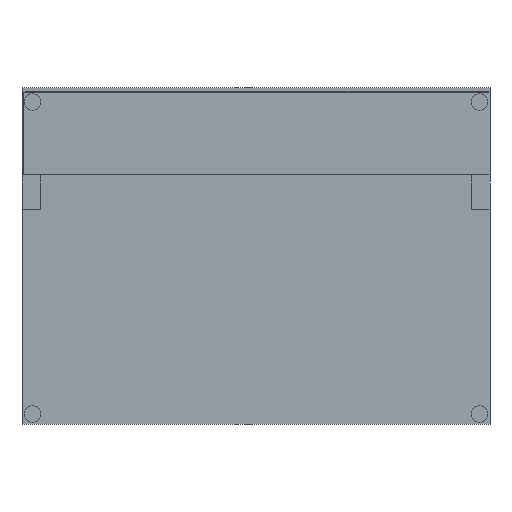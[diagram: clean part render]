
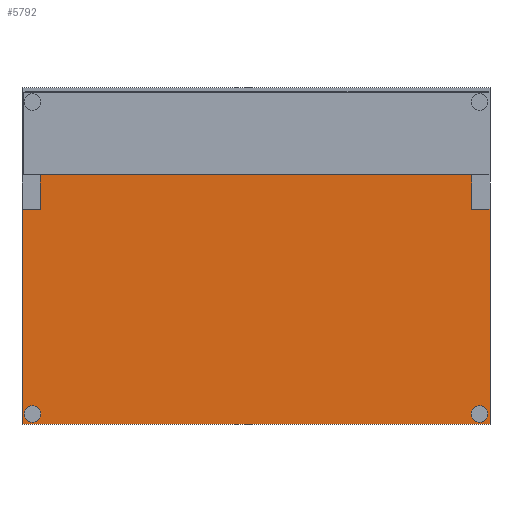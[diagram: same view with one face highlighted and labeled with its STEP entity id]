
A CAD part, front view. The second image highlights one B-rep face of the part: STEP entity #5792.
In plain terms, the highlighted planar face has unit normal (0, -1, 0).
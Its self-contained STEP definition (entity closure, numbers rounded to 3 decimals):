
#390=FACE_OUTER_BOUND('',#739,.T.);
#739=EDGE_LOOP('',(#3882,#3883,#3884,#3885,#3886,#3887,#3888,#3889));
#1107=LINE('',#8535,#1758);
#1109=LINE('',#8539,#1760);
#1110=LINE('',#8542,#1761);
#1113=LINE('',#8547,#1764);
#1114=LINE('',#8550,#1765);
#1116=LINE('',#8554,#1767);
#1118=LINE('',#8558,#1769);
#1120=LINE('',#8561,#1771);
#1758=VECTOR('',#6773,10.);
#1760=VECTOR('',#6777,10.);
#1761=VECTOR('',#6780,10.);
#1764=VECTOR('',#6785,10.);
#1765=VECTOR('',#6788,10.);
#1767=VECTOR('',#6792,10.);
#1769=VECTOR('',#6796,10.);
#1771=VECTOR('',#6800,10.);
#2401=VERTEX_POINT('',#8531);
#2402=VERTEX_POINT('',#8533);
#2403=VERTEX_POINT('',#8537);
#2404=VERTEX_POINT('',#8541);
#2405=VERTEX_POINT('',#8545);
#2406=VERTEX_POINT('',#8549);
#2407=VERTEX_POINT('',#8553);
#2408=VERTEX_POINT('',#8557);
#2985=EDGE_CURVE('',#2401,#2402,#1107,.T.);
#2987=EDGE_CURVE('',#2403,#2402,#1109,.T.);
#2988=EDGE_CURVE('',#2404,#2401,#1110,.T.);
#2991=EDGE_CURVE('',#2405,#2403,#1113,.T.);
#2992=EDGE_CURVE('',#2404,#2406,#1114,.T.);
#2994=EDGE_CURVE('',#2406,#2407,#1116,.T.);
#2996=EDGE_CURVE('',#2408,#2405,#1118,.T.);
#2998=EDGE_CURVE('',#2407,#2408,#1120,.T.);
#3882=ORIENTED_EDGE('',*,*,#2998,.F.);
#3883=ORIENTED_EDGE('',*,*,#2994,.F.);
#3884=ORIENTED_EDGE('',*,*,#2992,.F.);
#3885=ORIENTED_EDGE('',*,*,#2988,.T.);
#3886=ORIENTED_EDGE('',*,*,#2985,.T.);
#3887=ORIENTED_EDGE('',*,*,#2987,.F.);
#3888=ORIENTED_EDGE('',*,*,#2991,.F.);
#3889=ORIENTED_EDGE('',*,*,#2996,.F.);
#5527=PLANE('',#6195);
#5792=ADVANCED_FACE('',(#390),#5527,.F.);
#6195=AXIS2_PLACEMENT_3D('',#8562,#6801,#6802);
#6773=DIRECTION('',(-1.,0.,0.));
#6777=DIRECTION('',(0.,0.,1.));
#6780=DIRECTION('',(0.,0.,1.));
#6785=DIRECTION('',(1.,0.,0.));
#6788=DIRECTION('',(1.,0.,0.));
#6792=DIRECTION('',(0.,0.,-1.));
#6796=DIRECTION('',(0.,0.,1.));
#6800=DIRECTION('',(-1.,0.,0.));
#6801=DIRECTION('center_axis',(0.,1.,0.));
#6802=DIRECTION('ref_axis',(0.,0.,1.));
#8531=CARTESIAN_POINT('',(518.5,0.,341.5));
#8533=CARTESIAN_POINT('',(-518.5,0.,341.5));
#8535=CARTESIAN_POINT('',(-259.25,0.,341.5));
#8537=CARTESIAN_POINT('',(-518.5,0.,258.5));
#8539=CARTESIAN_POINT('',(-518.5,0.,258.5));
#8541=CARTESIAN_POINT('',(518.5,0.,258.5));
#8542=CARTESIAN_POINT('',(518.5,0.,258.5));
#8545=CARTESIAN_POINT('',(-562.5,0.,258.5));
#8547=CARTESIAN_POINT('',(-562.5,0.,258.5));
#8549=CARTESIAN_POINT('',(562.5,0.,258.5));
#8550=CARTESIAN_POINT('',(-562.5,0.,258.5));
#8553=CARTESIAN_POINT('',(562.5,0.,-258.5));
#8554=CARTESIAN_POINT('',(562.5,0.,258.5));
#8557=CARTESIAN_POINT('',(-562.5,0.,-258.5));
#8558=CARTESIAN_POINT('',(-562.5,0.,-258.5));
#8561=CARTESIAN_POINT('',(562.5,0.,-258.5));
#8562=CARTESIAN_POINT('Origin',(0.,0.,0.));
